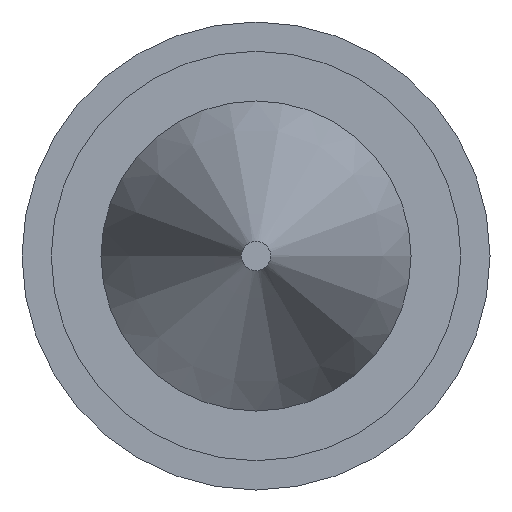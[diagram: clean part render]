
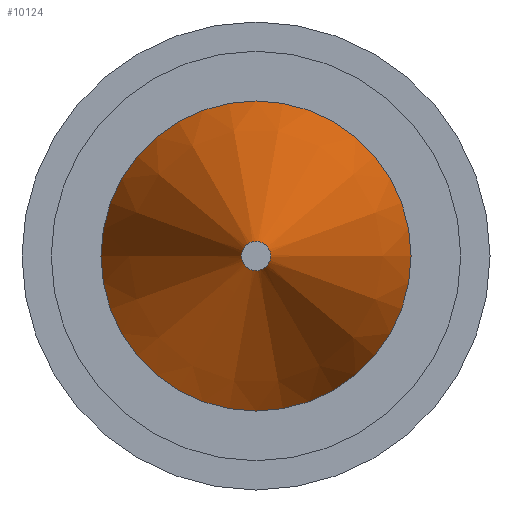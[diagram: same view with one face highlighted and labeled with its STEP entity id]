
A CAD part, front view. The second image highlights one B-rep face of the part: STEP entity #10124.
In plain terms, the highlighted conical face has half-angle 18.925 degrees and reference radius 0.25 mm.
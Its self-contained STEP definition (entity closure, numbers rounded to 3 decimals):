
#305 = DIRECTION ( 'NONE',  ( -1., 0., 0. ) ) ;
#344 = CARTESIAN_POINT ( 'NONE',  ( -2.65, -51., 0. ) ) ;
#374 = CARTESIAN_POINT ( 'NONE',  ( 0., -58., 0. ) ) ;
#1475 = AXIS2_PLACEMENT_3D ( 'NONE', #374, #12148, #12250 ) ;
#5350 = EDGE_CURVE ( 'NONE', #7791, #7791, #12756, .T. ) ;
#5779 = VERTEX_POINT ( 'NONE', #8563 ) ;
#6037 = CARTESIAN_POINT ( 'NONE',  ( 0., -58., 0. ) ) ;
#7000 = DIRECTION ( 'NONE',  ( 0., 1., 0. ) ) ;
#7031 = CONICAL_SURFACE ( 'NONE', #1475, 0.25, 0.33 ) ;
#7565 = FACE_OUTER_BOUND ( 'NONE', #8956, .T. ) ;
#7791 = VERTEX_POINT ( 'NONE', #344 ) ;
#8563 = CARTESIAN_POINT ( 'NONE',  ( -0.25, -58., 0. ) ) ;
#8956 = EDGE_LOOP ( 'NONE', ( #11101 ) ) ;
#10124 = ADVANCED_FACE ( 'NONE', ( #7565, #13769 ), #7031, .T. ) ;
#10369 = EDGE_CURVE ( 'NONE', #5779, #5779, #12860, .T. ) ;
#10425 = CARTESIAN_POINT ( 'NONE',  ( 0., -51., 0. ) ) ;
#10761 = DIRECTION ( 'NONE',  ( 0., 1., 0. ) ) ;
#11101 = ORIENTED_EDGE ( 'NONE', *, *, #5350, .F. ) ;
#12148 = DIRECTION ( 'NONE',  ( 0., 1., 0. ) ) ;
#12250 = DIRECTION ( 'NONE',  ( -1., 0., 0. ) ) ;
#12756 = CIRCLE ( 'NONE', #14123, 2.65 ) ;
#12846 = DIRECTION ( 'NONE',  ( -1., 0., 0. ) ) ;
#12860 = CIRCLE ( 'NONE', #13788, 0.25 ) ;
#12898 = ORIENTED_EDGE ( 'NONE', *, *, #10369, .T. ) ;
#13769 = FACE_BOUND ( 'NONE', #14785, .T. ) ;
#13788 = AXIS2_PLACEMENT_3D ( 'NONE', #6037, #10761, #305 ) ;
#14123 = AXIS2_PLACEMENT_3D ( 'NONE', #10425, #7000, #12846 ) ;
#14785 = EDGE_LOOP ( 'NONE', ( #12898 ) ) ;
